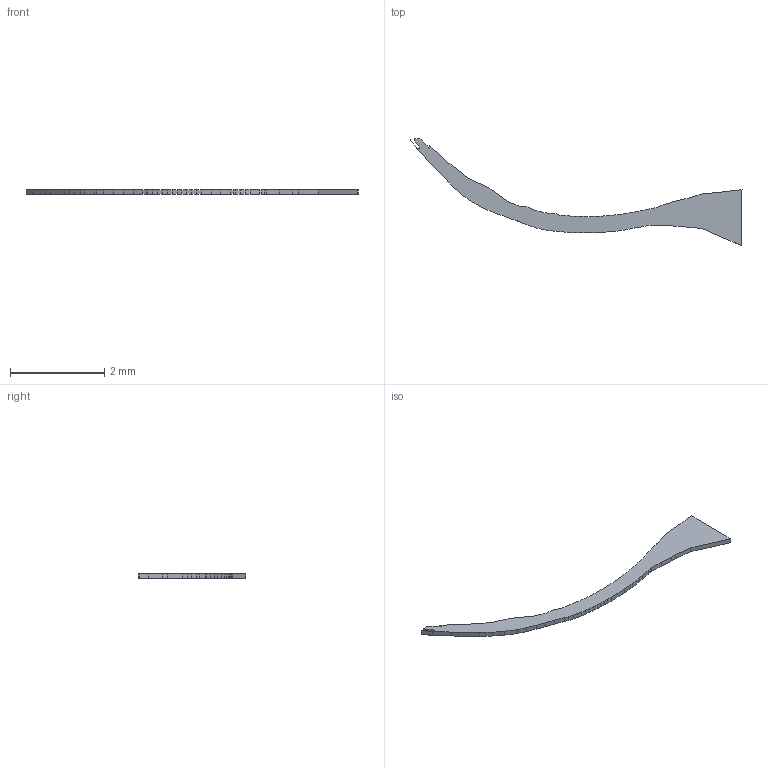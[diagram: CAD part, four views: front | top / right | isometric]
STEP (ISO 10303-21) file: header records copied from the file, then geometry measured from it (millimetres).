
FILE_DESCRIPTION(('STEP AP214'),'1');
FILE_NAME('tmp0.stp','2022-11-29T16:17:55',(' '),(' '),'Spatial InterOp 3D',' ',' ');
FILE_SCHEMA(('automotive_design'));
Length unit declared in the file: millimetre
Products named in the file (1): 1
Bounding box: 7.03 x 2.28 x 0.1 mm (x, y, z)
Volume: 0.3 mm3; surface area: 8.2 mm2
Topology: 1 solids, 1 shells, 116 faces, 342 edges, 228 vertices
Faces by surface type: plane 116
Entity records: 4739 total; most frequent: CARTESIAN_POINT 687, ORIENTED_EDGE 684, DIRECTION 576, EDGE_CURVE 342, LINE 342, VECTOR 342, VERTEX_POINT 228, STYLED_ITEM 117
